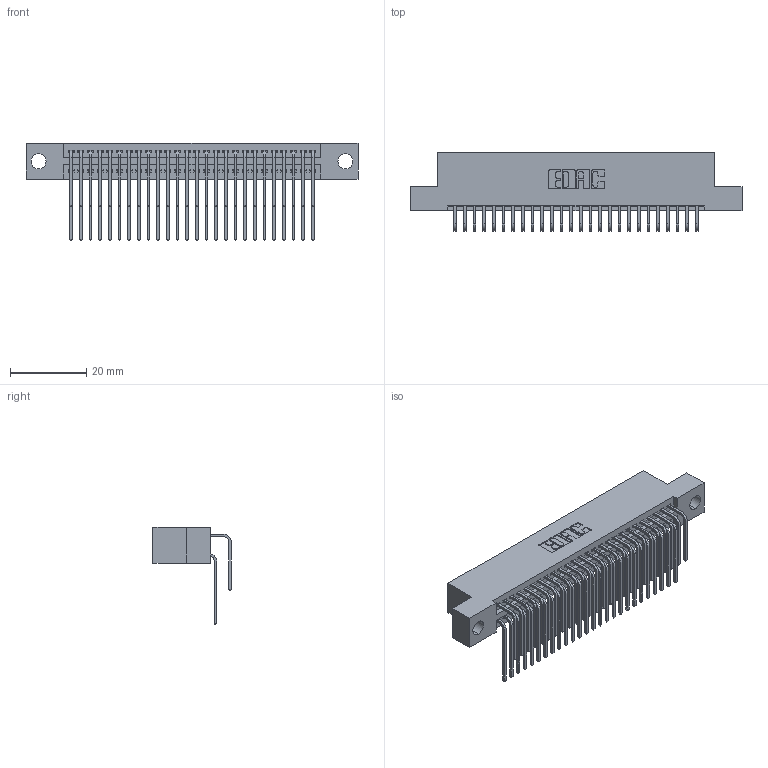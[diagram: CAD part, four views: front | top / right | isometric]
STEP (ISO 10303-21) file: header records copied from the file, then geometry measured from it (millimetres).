
FILE_DESCRIPTION (( 'STEP AP203' ), '1' );
FILE_NAME ('345-052-559-204.STEP', '2021-05-20T03:52:56', ( '' ), ( '' ), 'SwSTEP 2.0', 'SolidWorks 2020', '' );
FILE_SCHEMA (( 'CONFIG_CONTROL_DESIGN' ));
Length unit declared in the file: inch
Products named in the file (4): 345 Part_Flush Mounting Lugs - 0.156 Dia-TI; 345-052-559-204; 345-292-001_558 559 Tail - 1; 345-292-001_559 Tail - 2
Assembly tree (53 placements, depth 2):
  345-052-559-204
    345 Part_Flush Mounting Lugs - 0.156 Dia-TI
    345-292-001_558 559 Tail - 1  x26
    345-292-001_559 Tail - 2  x26
Bounding box: 87.25 x 20.56 x 25.53 mm (x, y, z)
Volume: 8521 mm3; surface area: 13547.7 mm2
Topology: 53 solids, 53 shells, 2844 faces, 8437 edges, 5554 vertices
Faces by surface type: plane 1914, cylinder 930
Entity records: 24625 total; most frequent: CARTESIAN_POINT 4193, ORIENTED_EDGE 4074, DIRECTION 3689, EDGE_CURVE 2037, LINE 1761, VECTOR 1761, VERTEX_POINT 1354, AXIS2_PLACEMENT_3D 964
